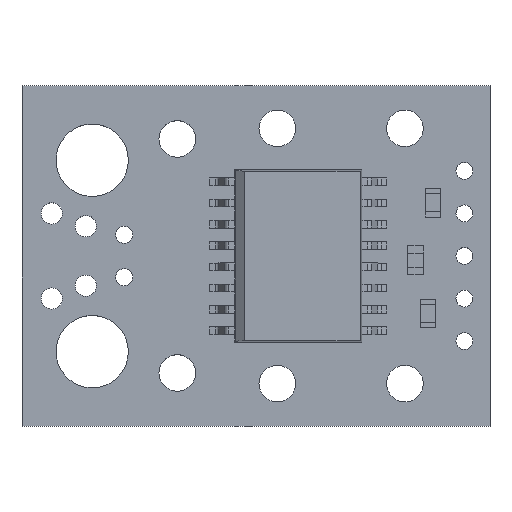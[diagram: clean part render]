
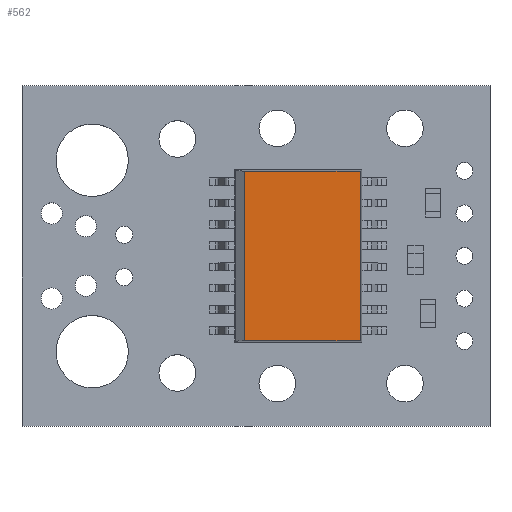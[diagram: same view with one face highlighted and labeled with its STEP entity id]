
A CAD part, top view. The second image highlights one B-rep face of the part: STEP entity #562.
In plain terms, the highlighted planar face has unit normal (0, 0, 1).
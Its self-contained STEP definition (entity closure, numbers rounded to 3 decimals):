
#231 = CARTESIAN_POINT ( 'NONE',  ( 13.282, 15.215, 4.185 ) ) ;
#341 = EDGE_CURVE ( 'NONE', #31179, #34991, #32220, .T. ) ;
#562 = ADVANCED_FACE ( 'NONE', ( #32379 ), #13999, .F. ) ;
#3012 = LINE ( 'NONE', #9678, #4765 ) ;
#3348 = ORIENTED_EDGE ( 'NONE', *, *, #13269, .T. ) ;
#4275 = DIRECTION ( 'NONE',  ( 0., 1., 0. ) ) ;
#4765 = VECTOR ( 'NONE', #30847, 1000. ) ;
#6597 = VERTEX_POINT ( 'NONE', #18820 ) ;
#9678 = CARTESIAN_POINT ( 'NONE',  ( 16.487, 5.105, 4.185 ) ) ;
#10131 = VECTOR ( 'NONE', #33445, 1000. ) ;
#10987 = DIRECTION ( 'NONE',  ( 0., 0., -1. ) ) ;
#13269 = EDGE_CURVE ( 'NONE', #34991, #20442, #3012, .T. ) ;
#13999 = PLANE ( 'NONE',  #27309 ) ;
#16318 = DIRECTION ( 'NONE',  ( -1., 0., 0. ) ) ;
#16773 = LINE ( 'NONE', #25990, #33620 ) ;
#17055 = CARTESIAN_POINT ( 'NONE',  ( 13.282, 10.16, 4.185 ) ) ;
#18725 = CARTESIAN_POINT ( 'NONE',  ( 16.487, 15.215, 4.185 ) ) ;
#18820 = CARTESIAN_POINT ( 'NONE',  ( 20.187, 15.215, 4.185 ) ) ;
#19706 = EDGE_LOOP ( 'NONE', ( #22828, #34426, #3348, #21872 ) ) ;
#19931 = EDGE_CURVE ( 'NONE', #6597, #31179, #37108, .T. ) ;
#20442 = VERTEX_POINT ( 'NONE', #38611 ) ;
#21872 = ORIENTED_EDGE ( 'NONE', *, *, #22732, .T. ) ;
#22732 = EDGE_CURVE ( 'NONE', #20442, #6597, #16773, .T. ) ;
#22828 = ORIENTED_EDGE ( 'NONE', *, *, #19931, .T. ) ;
#25990 = CARTESIAN_POINT ( 'NONE',  ( 20.187, 10.16, 4.185 ) ) ;
#26203 = CARTESIAN_POINT ( 'NONE',  ( 16.487, 10.16, 4.185 ) ) ;
#27309 = AXIS2_PLACEMENT_3D ( 'NONE', #26203, #10987, #37801 ) ;
#30847 = DIRECTION ( 'NONE',  ( 1., 0., 0. ) ) ;
#31179 = VERTEX_POINT ( 'NONE', #231 ) ;
#32220 = LINE ( 'NONE', #17055, #10131 ) ;
#32379 = FACE_OUTER_BOUND ( 'NONE', #19706, .T. ) ;
#33377 = VECTOR ( 'NONE', #16318, 1000. ) ;
#33445 = DIRECTION ( 'NONE',  ( 0., -1., 0. ) ) ;
#33620 = VECTOR ( 'NONE', #4275, 1000. ) ;
#34426 = ORIENTED_EDGE ( 'NONE', *, *, #341, .T. ) ;
#34991 = VERTEX_POINT ( 'NONE', #35889 ) ;
#35889 = CARTESIAN_POINT ( 'NONE',  ( 13.282, 5.105, 4.185 ) ) ;
#37108 = LINE ( 'NONE', #18725, #33377 ) ;
#37801 = DIRECTION ( 'NONE',  ( 0., -1., 0. ) ) ;
#38611 = CARTESIAN_POINT ( 'NONE',  ( 20.187, 5.105, 4.185 ) ) ;
